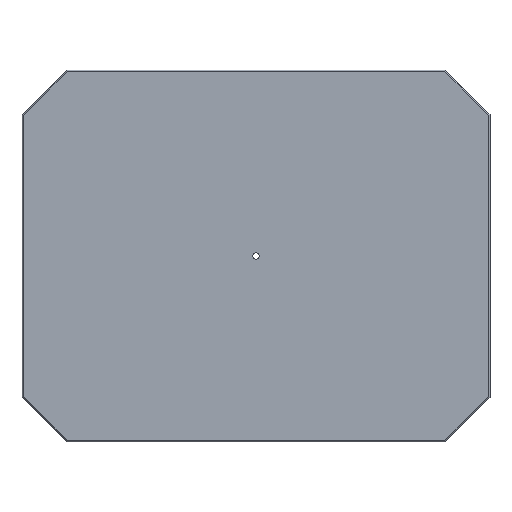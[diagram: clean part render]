
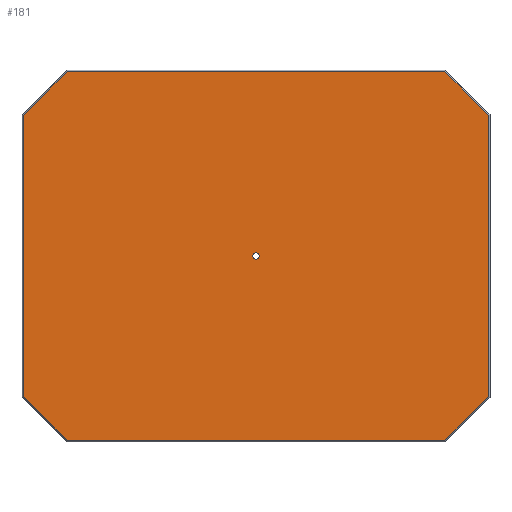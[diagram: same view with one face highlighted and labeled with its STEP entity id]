
A CAD part, top view. The second image highlights one B-rep face of the part: STEP entity #181.
In plain terms, the highlighted planar face has unit normal (0, 0, 1).
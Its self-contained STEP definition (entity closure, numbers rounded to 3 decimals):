
#147=EDGE_CURVE('',#277,#297,#371,.T.);
#173=VERTEX_POINT('',#399);
#181=ADVANCED_FACE('',(#407,#408),#409,.F.);
#185=VERTEX_POINT('',#413);
#193=VERTEX_POINT('',#423);
#225=VERTEX_POINT('',#459);
#231=EDGE_CURVE('',#287,#331,#465,.T.);
#241=EDGE_CURVE('',#173,#277,#476,.T.);
#249=EDGE_CURVE('',#225,#193,#484,.T.);
#275=EDGE_CURVE('',#185,#173,#515,.T.);
#277=VERTEX_POINT('',#517);
#281=VERTEX_POINT('',#521);
#287=VERTEX_POINT('',#528);
#297=VERTEX_POINT('',#539);
#301=EDGE_CURVE('',#281,#305,#543,.T.);
#305=VERTEX_POINT('',#549);
#307=EDGE_CURVE('',#305,#281,#551,.T.);
#311=EDGE_CURVE('',#331,#225,#555,.T.);
#319=EDGE_CURVE('',#193,#185,#564,.T.);
#321=EDGE_CURVE('',#297,#287,#566,.T.);
#331=VERTEX_POINT('',#577);
#371=LINE('',#617,#618);
#399=CARTESIAN_POINT('',(254.172,-248.0,50.2));
#407=FACE_BOUND('',#669,.T.);
#408=FACE_OUTER_BOUND('',#670,.T.);
#409=PLANE('',#671);
#413=CARTESIAN_POINT('',(313.0,-189.172,50.2));
#423=CARTESIAN_POINT('',(313.0,189.172,50.2));
#459=CARTESIAN_POINT('',(254.172,248.0,50.2));
#465=LINE('',#749,#750);
#476=LINE('',#766,#767);
#484=LINE('',#782,#783);
#515=LINE('',#825,#826);
#517=CARTESIAN_POINT('',(-254.172,-248.0,50.2));
#521=CARTESIAN_POINT('',(4.19,0.,50.2));
#528=CARTESIAN_POINT('',(-313.0,189.172,50.2));
#539=CARTESIAN_POINT('',(-313.0,-189.172,50.2));
#543=CIRCLE('',#859,4.19);
#549=CARTESIAN_POINT('',(-4.19,0.,50.2));
#551=CIRCLE('',#868,4.19);
#555=LINE('',#875,#876);
#564=LINE('',#888,#889);
#566=LINE('',#892,#893);
#577=CARTESIAN_POINT('',(-254.172,248.0,50.2));
#617=CARTESIAN_POINT('',(-253.586,-248.586,50.2));
#618=VECTOR('',#930,1.0);
#669=EDGE_LOOP('',(#958,#959));
#670=EDGE_LOOP('',(#960,#961,#962,#963,#964,#965,#966,#967));
#671=AXIS2_PLACEMENT_3D('',#968,#969,#970);
#749=CARTESIAN_POINT('',(-313.586,188.586,50.2));
#750=VECTOR('',#1032,1.0);
#766=CARTESIAN_POINT('',(255.0,-248.0,50.2));
#767=VECTOR('',#1043,1.0);
#782=CARTESIAN_POINT('',(253.586,248.586,50.2));
#783=VECTOR('',#1047,1.0);
#825=CARTESIAN_POINT('',(313.586,-188.586,50.2));
#826=VECTOR('',#1093,1.0);
#859=AXIS2_PLACEMENT_3D('',#1117,#1118,#1119);
#868=AXIS2_PLACEMENT_3D('',#1134,#1135,#1136);
#875=CARTESIAN_POINT('',(-255.0,248.0,50.2));
#876=VECTOR('',#1138,1.0);
#888=CARTESIAN_POINT('',(313.0,190.0,50.2));
#889=VECTOR('',#1148,1.0);
#892=CARTESIAN_POINT('',(-313.0,-190.0,50.2));
#893=VECTOR('',#1149,1.0);
#930=DIRECTION('',(-0.707,0.707,0.0));
#958=ORIENTED_EDGE('',*,*,#301,.T.);
#959=ORIENTED_EDGE('',*,*,#307,.T.);
#960=ORIENTED_EDGE('',*,*,#275,.F.);
#961=ORIENTED_EDGE('',*,*,#319,.F.);
#962=ORIENTED_EDGE('',*,*,#249,.F.);
#963=ORIENTED_EDGE('',*,*,#311,.F.);
#964=ORIENTED_EDGE('',*,*,#231,.F.);
#965=ORIENTED_EDGE('',*,*,#321,.F.);
#966=ORIENTED_EDGE('',*,*,#147,.F.);
#967=ORIENTED_EDGE('',*,*,#241,.F.);
#968=CARTESIAN_POINT('',(0.,0.,50.2));
#969=DIRECTION('',(0.0,0.0,-1.0));
#970=DIRECTION('',(1.0,0.0,0.0));
#1032=DIRECTION('',(0.707,0.707,0.0));
#1043=DIRECTION('',(-1.0,0.0,0.0));
#1047=DIRECTION('',(0.707,-0.707,0.0));
#1093=DIRECTION('',(-0.707,-0.707,0.0));
#1117=CARTESIAN_POINT('',(0.0,0.,50.2));
#1118=DIRECTION('',(0.0,0.0,-1.0));
#1119=DIRECTION('',(1.0,0.0,0.0));
#1134=CARTESIAN_POINT('',(0.0,0.,50.2));
#1135=DIRECTION('',(0.0,0.0,-1.0));
#1136=DIRECTION('',(1.0,0.0,0.0));
#1138=DIRECTION('',(1.0,0.0,0.0));
#1148=DIRECTION('',(0.0,-1.0,0.0));
#1149=DIRECTION('',(0.0,1.0,0.0));
